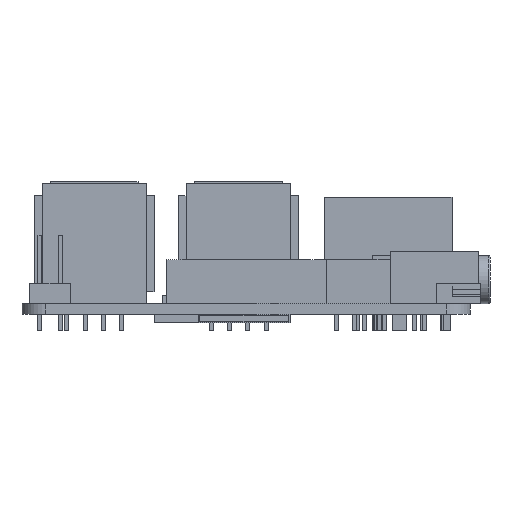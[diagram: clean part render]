
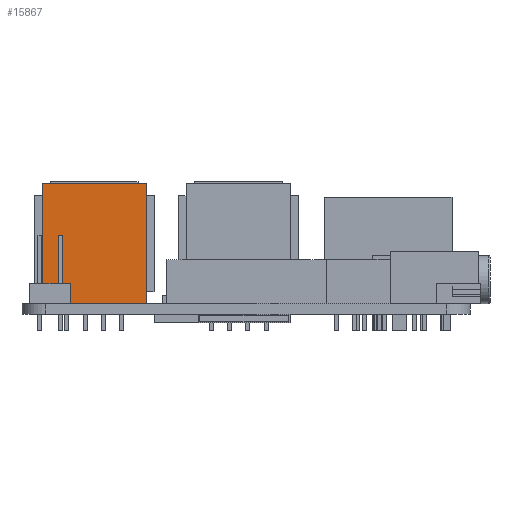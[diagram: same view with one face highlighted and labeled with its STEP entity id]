
A CAD part, left-side view. The second image highlights one B-rep face of the part: STEP entity #15867.
In plain terms, the highlighted planar face has unit normal (-1, 0, 0).
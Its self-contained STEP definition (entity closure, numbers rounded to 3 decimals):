
#188 = VERTEX_POINT ( 'NONE', #25504 ) ;
#333 = DIRECTION ( 'NONE',  ( 0., 0., -1. ) ) ;
#678 = DIRECTION ( 'NONE',  ( 0., -1., 0. ) ) ;
#1267 = PLANE ( 'NONE',  #9727 ) ;
#1698 = EDGE_CURVE ( 'NONE', #14068, #4118, #34659, .T. ) ;
#2191 = VECTOR ( 'NONE', #333, 1000. ) ;
#2734 = CARTESIAN_POINT ( 'NONE',  ( 27.5, 25.5, 1.3 ) ) ;
#3652 = CARTESIAN_POINT ( 'NONE',  ( 27.5, 25.5, 1.3 ) ) ;
#4118 = VERTEX_POINT ( 'NONE', #7085 ) ;
#4561 = CARTESIAN_POINT ( 'NONE',  ( 27.5, 12.5, 16.3 ) ) ;
#5306 = VERTEX_POINT ( 'NONE', #3652 ) ;
#6302 = EDGE_CURVE ( 'NONE', #5306, #4118, #20698, .T. ) ;
#7085 = CARTESIAN_POINT ( 'NONE',  ( 27.5, 12.5, 1.3 ) ) ;
#7875 = DIRECTION ( 'NONE',  ( 0., 0., -1. ) ) ;
#8205 = FACE_OUTER_BOUND ( 'NONE', #16650, .T. ) ;
#9727 = AXIS2_PLACEMENT_3D ( 'NONE', #26025, #31622, #34410 ) ;
#10094 = EDGE_CURVE ( 'NONE', #188, #14068, #29354, .T. ) ;
#11410 = ORIENTED_EDGE ( 'NONE', *, *, #18502, .T. ) ;
#12061 = VECTOR ( 'NONE', #33465, 1000. ) ;
#14068 = VERTEX_POINT ( 'NONE', #4561 ) ;
#15429 = VECTOR ( 'NONE', #678, 1000. ) ;
#15867 = ADVANCED_FACE ( 'NONE', ( #8205 ), #1267, .F. ) ;
#16650 = EDGE_LOOP ( 'NONE', ( #18000, #32124, #26305, #11410 ) ) ;
#17045 = CARTESIAN_POINT ( 'NONE',  ( 27.5, 25.5, 16.3 ) ) ;
#18000 = ORIENTED_EDGE ( 'NONE', *, *, #6302, .T. ) ;
#18502 = EDGE_CURVE ( 'NONE', #188, #5306, #25224, .T. ) ;
#20698 = LINE ( 'NONE', #2734, #12061 ) ;
#21859 = CARTESIAN_POINT ( 'NONE',  ( 27.5, 12.5, 16.3 ) ) ;
#25224 = LINE ( 'NONE', #33596, #2191 ) ;
#25504 = CARTESIAN_POINT ( 'NONE',  ( 27.5, 25.5, 16.3 ) ) ;
#26025 = CARTESIAN_POINT ( 'NONE',  ( 27.5, 25.5, 16.3 ) ) ;
#26305 = ORIENTED_EDGE ( 'NONE', *, *, #10094, .F. ) ;
#29354 = LINE ( 'NONE', #17045, #15429 ) ;
#30770 = VECTOR ( 'NONE', #7875, 1000. ) ;
#31622 = DIRECTION ( 'NONE',  ( 1., 0., 0. ) ) ;
#32124 = ORIENTED_EDGE ( 'NONE', *, *, #1698, .F. ) ;
#33465 = DIRECTION ( 'NONE',  ( 0., -1., 0. ) ) ;
#33596 = CARTESIAN_POINT ( 'NONE',  ( 27.5, 25.5, 16.3 ) ) ;
#34410 = DIRECTION ( 'NONE',  ( 0., 1., 0. ) ) ;
#34659 = LINE ( 'NONE', #21859, #30770 ) ;
